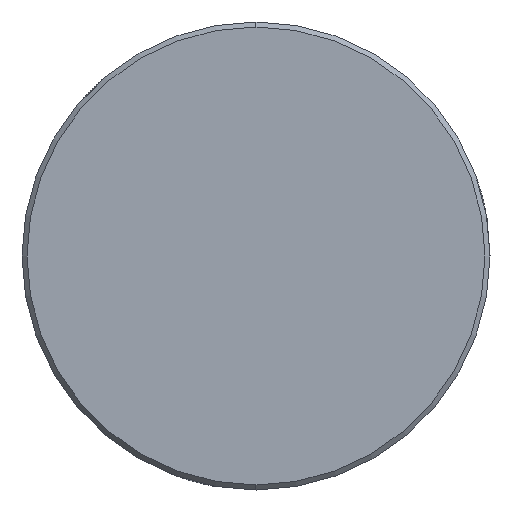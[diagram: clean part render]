
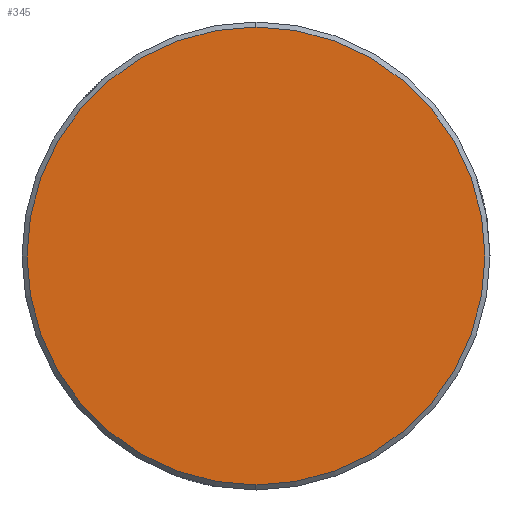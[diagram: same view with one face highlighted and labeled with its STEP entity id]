
A CAD part, left-side view. The second image highlights one B-rep face of the part: STEP entity #345.
In plain terms, the highlighted planar face has unit normal (-1, 0, 0).
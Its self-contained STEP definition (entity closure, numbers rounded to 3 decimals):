
#232 = CIRCLE ( 'NONE', #825, 13.7 ) ;
#345 = ADVANCED_FACE ( 'NONE', ( #1097 ), #1080, .T. ) ;
#382 = VERTEX_POINT ( 'NONE', #1108 ) ;
#422 = DIRECTION ( 'NONE',  ( 0., 0., -1. ) ) ;
#496 = ORIENTED_EDGE ( 'NONE', *, *, #605, .T. ) ;
#516 = DIRECTION ( 'NONE',  ( -1., 0., 0. ) ) ;
#524 = CARTESIAN_POINT ( 'NONE',  ( -142.45, 0., 0. ) ) ;
#554 = DIRECTION ( 'NONE',  ( 0., 0., -1. ) ) ;
#571 = ORIENTED_EDGE ( 'NONE', *, *, #1005, .T. ) ;
#574 = VERTEX_POINT ( 'NONE', #718 ) ;
#605 = EDGE_CURVE ( 'NONE', #574, #382, #232, .T. ) ;
#718 = CARTESIAN_POINT ( 'NONE',  ( -142.45, 0., -13.7 ) ) ;
#821 = DIRECTION ( 'NONE',  ( -1., 0., 0. ) ) ;
#825 = AXIS2_PLACEMENT_3D ( 'NONE', #972, #885, #554 ) ;
#841 = CIRCLE ( 'NONE', #993, 13.7 ) ;
#885 = DIRECTION ( 'NONE',  ( -1., 0., 0. ) ) ;
#905 = DIRECTION ( 'NONE',  ( 0., 0., 1. ) ) ;
#972 = CARTESIAN_POINT ( 'NONE',  ( -142.45, 0., 0. ) ) ;
#993 = AXIS2_PLACEMENT_3D ( 'NONE', #524, #516, #422 ) ;
#1005 = EDGE_CURVE ( 'NONE', #382, #574, #841, .T. ) ;
#1079 = CARTESIAN_POINT ( 'NONE',  ( -142.45, -13.864, -13.864 ) ) ;
#1080 = PLANE ( 'NONE',  #1088 ) ;
#1088 = AXIS2_PLACEMENT_3D ( 'NONE', #1079, #821, #905 ) ;
#1097 = FACE_OUTER_BOUND ( 'NONE', #1102, .T. ) ;
#1102 = EDGE_LOOP ( 'NONE', ( #496, #571 ) ) ;
#1108 = CARTESIAN_POINT ( 'NONE',  ( -142.45, 0., 13.7 ) ) ;
